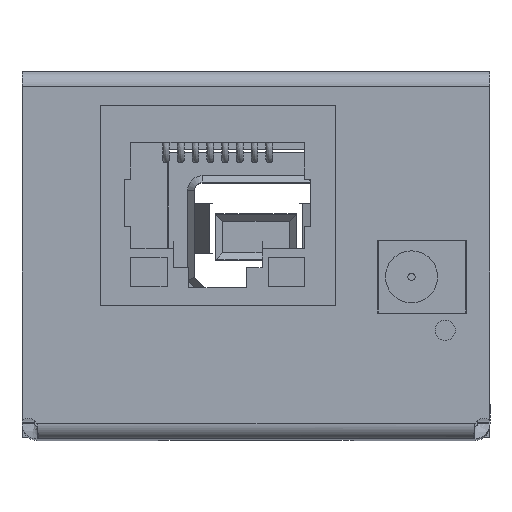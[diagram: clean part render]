
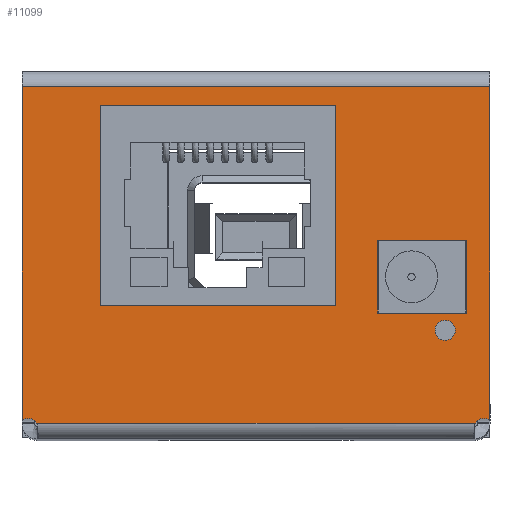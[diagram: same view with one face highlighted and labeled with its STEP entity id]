
A CAD part, top view. The second image highlights one B-rep face of the part: STEP entity #11099.
In plain terms, the highlighted planar face has unit normal (0, 0, 1).
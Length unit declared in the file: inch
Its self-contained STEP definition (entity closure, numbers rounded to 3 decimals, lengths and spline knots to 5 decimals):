
#54 = AXIS2_PLACEMENT_3D ( 'NONE', #8696, #8709, #8689 ) ;
#83 = CIRCLE ( 'NONE', #54, 0.02756 ) ;
#161 = VECTOR ( 'NONE', #11478, 39.37008 ) ;
#164 = VECTOR ( 'NONE', #11495, 39.37008 ) ;
#177 = VECTOR ( 'NONE', #11498, 39.37008 ) ;
#186 = CIRCLE ( 'NONE', #240, 0.02756 ) ;
#201 = VECTOR ( 'NONE', #11591, 39.37008 ) ;
#240 = AXIS2_PLACEMENT_3D ( 'NONE', #11511, #11538, #11491 ) ;
#1801 = FACE_OUTER_BOUND ( 'NONE', #9742, .T. ) ;
#1803 = FACE_BOUND ( 'NONE', #9740, .T. ) ;
#1804 = PLANE ( 'NONE',  #5567 ) ;
#1826 = FACE_BOUND ( 'NONE', #9727, .T. ) ;
#1835 = FACE_BOUND ( 'NONE', #9767, .T. ) ;
#1841 = DIRECTION ( 'NONE',  ( 0., 0., -1. ) ) ;
#1846 = DIRECTION ( 'NONE',  ( 0., 1., 0. ) ) ;
#1859 = CARTESIAN_POINT ( 'NONE',  ( -1.21606, -0.5277, 1.7846 ) ) ;
#1917 = AXIS2_PLACEMENT_3D ( 'NONE', #12123, #12088, #12103 ) ;
#1924 = VECTOR ( 'NONE', #12163, 39.37008 ) ;
#1933 = CIRCLE ( 'NONE', #1917, 0.02953 ) ;
#2005 = VECTOR ( 'NONE', #12304, 39.37008 ) ;
#5567 = AXIS2_PLACEMENT_3D ( 'NONE', #1859, #1841, #1846 ) ;
#7469 = VECTOR ( 'NONE', #11543, 39.37008 ) ;
#7471 = VECTOR ( 'NONE', #11558, 39.37008 ) ;
#7474 = VECTOR ( 'NONE', #11544, 39.37008 ) ;
#7480 = VECTOR ( 'NONE', #11630, 39.37008 ) ;
#7534 = VECTOR ( 'NONE', #11692, 39.37008 ) ;
#7623 = VECTOR ( 'NONE', #11980, 39.37008 ) ;
#7635 = CIRCLE ( 'NONE', #7637, 0.02953 ) ;
#7637 = AXIS2_PLACEMENT_3D ( 'NONE', #12036, #12008, #12039 ) ;
#8089 = CARTESIAN_POINT ( 'NONE',  ( -0.02117, -0.21124, 1.7846 ) ) ;
#8109 = CARTESIAN_POINT ( 'NONE',  ( -1.01921, 0.35372, 1.7846 ) ) ;
#8396 = CARTESIAN_POINT ( 'NONE',  ( 0.04182, -0.50272, 1.7846 ) ) ;
#8401 = CARTESIAN_POINT ( 'NONE',  ( -0.08023, -0.23093, 1.7846 ) ) ;
#8444 = CARTESIAN_POINT ( 'NONE',  ( -0.08023, -0.28605, 1.7846 ) ) ;
#8488 = CARTESIAN_POINT ( 'NONE',  ( -0.37944, -0.19156, 1.7846 ) ) ;
#8489 = CARTESIAN_POINT ( 'NONE',  ( -1.1912, -0.51176, 1.7846 ) ) ;
#8490 = CARTESIAN_POINT ( 'NONE',  ( 0.04182, 0.40424, 1.7846 ) ) ;
#8505 = CARTESIAN_POINT ( 'NONE',  ( -1.2318, -0.50272, 1.7846 ) ) ;
#8518 = CARTESIAN_POINT ( 'NONE',  ( 0.00121, -0.51176, 1.7846 ) ) ;
#8532 = CARTESIAN_POINT ( 'NONE',  ( -0.2633, -0.01439, 1.7846 ) ) ;
#8534 = CARTESIAN_POINT ( 'NONE',  ( -0.2633, -0.21124, 1.7846 ) ) ;
#8541 = CARTESIAN_POINT ( 'NONE',  ( -1.2318, 0.40424, 1.7846 ) ) ;
#8564 = CARTESIAN_POINT ( 'NONE',  ( -1.01921, -0.19156, 1.7846 ) ) ;
#8566 = CARTESIAN_POINT ( 'NONE',  ( -0.02117, -0.01439, 1.7846 ) ) ;
#8567 = CARTESIAN_POINT ( 'NONE',  ( -0.37944, 0.35372, 1.7846 ) ) ;
#8689 = DIRECTION ( 'NONE',  ( 0., -1., 0. ) ) ;
#8696 = CARTESIAN_POINT ( 'NONE',  ( -0.08023, -0.25849, 1.7846 ) ) ;
#8709 = DIRECTION ( 'NONE',  ( 0., 0., 1. ) ) ;
#8997 = VERTEX_POINT ( 'NONE', #8089 ) ;
#9020 = VERTEX_POINT ( 'NONE', #8109 ) ;
#9038 = ORIENTED_EDGE ( 'NONE', *, *, #10559, .F. ) ;
#9039 = ORIENTED_EDGE ( 'NONE', *, *, #10679, .T. ) ;
#9046 = ORIENTED_EDGE ( 'NONE', *, *, #10554, .F. ) ;
#9048 = ORIENTED_EDGE ( 'NONE', *, *, #10549, .F. ) ;
#9049 = ORIENTED_EDGE ( 'NONE', *, *, #10535, .F. ) ;
#9050 = ORIENTED_EDGE ( 'NONE', *, *, #10592, .F. ) ;
#9051 = ORIENTED_EDGE ( 'NONE', *, *, #10556, .F. ) ;
#9052 = ORIENTED_EDGE ( 'NONE', *, *, #10721, .T. ) ;
#9053 = ORIENTED_EDGE ( 'NONE', *, *, #10429, .F. ) ;
#9054 = ORIENTED_EDGE ( 'NONE', *, *, #10766, .T. ) ;
#9059 = ORIENTED_EDGE ( 'NONE', *, *, #10539, .F. ) ;
#9066 = ORIENTED_EDGE ( 'NONE', *, *, #10567, .F. ) ;
#9072 = ORIENTED_EDGE ( 'NONE', *, *, #10542, .F. ) ;
#9075 = ORIENTED_EDGE ( 'NONE', *, *, #10527, .F. ) ;
#9522 = VERTEX_POINT ( 'NONE', #8444 ) ;
#9532 = VERTEX_POINT ( 'NONE', #8401 ) ;
#9565 = VERTEX_POINT ( 'NONE', #8396 ) ;
#9585 = VERTEX_POINT ( 'NONE', #8490 ) ;
#9600 = VERTEX_POINT ( 'NONE', #8518 ) ;
#9617 = VERTEX_POINT ( 'NONE', #8505 ) ;
#9621 = VERTEX_POINT ( 'NONE', #8488 ) ;
#9625 = VERTEX_POINT ( 'NONE', #8489 ) ;
#9649 = VERTEX_POINT ( 'NONE', #8541 ) ;
#9664 = VERTEX_POINT ( 'NONE', #8564 ) ;
#9667 = VERTEX_POINT ( 'NONE', #8566 ) ;
#9673 = VERTEX_POINT ( 'NONE', #8532 ) ;
#9683 = VERTEX_POINT ( 'NONE', #8567 ) ;
#9686 = VERTEX_POINT ( 'NONE', #8534 ) ;
#9727 = EDGE_LOOP ( 'NONE', ( #9066, #9050, #9046, #9075 ) ) ;
#9740 = EDGE_LOOP ( 'NONE', ( #9048, #9059, #9049, #9038 ) ) ;
#9742 = EDGE_LOOP ( 'NONE', ( #9051, #9052, #9039, #10127, #10128, #9054 ) ) ;
#9767 = EDGE_LOOP ( 'NONE', ( #9072, #9053 ) ) ;
#10127 = ORIENTED_EDGE ( 'NONE', *, *, #10678, .T. ) ;
#10128 = ORIENTED_EDGE ( 'NONE', *, *, #10709, .T. ) ;
#10429 = EDGE_CURVE ( 'NONE', #9532, #9522, #83, .T. ) ;
#10527 = EDGE_CURVE ( 'NONE', #8997, #9667, #11467, .T. ) ;
#10535 = EDGE_CURVE ( 'NONE', #9664, #9621, #11514, .T. ) ;
#10539 = EDGE_CURVE ( 'NONE', #9621, #9683, #11508, .T. ) ;
#10542 = EDGE_CURVE ( 'NONE', #9522, #9532, #186, .T. ) ;
#10549 = EDGE_CURVE ( 'NONE', #9683, #9020, #11588, .T. ) ;
#10554 = EDGE_CURVE ( 'NONE', #9667, #9673, #11560, .T. ) ;
#10556 = EDGE_CURVE ( 'NONE', #9649, #9585, #11565, .T. ) ;
#10559 = EDGE_CURVE ( 'NONE', #9020, #9664, #11552, .T. ) ;
#10567 = EDGE_CURVE ( 'NONE', #9686, #8997, #11608, .T. ) ;
#10592 = EDGE_CURVE ( 'NONE', #9673, #9686, #11679, .T. ) ;
#10678 = EDGE_CURVE ( 'NONE', #9625, #9600, #11977, .T. ) ;
#10679 = EDGE_CURVE ( 'NONE', #9617, #9625, #7635, .T. ) ;
#10709 = EDGE_CURVE ( 'NONE', #9600, #9565, #1933, .T. ) ;
#10721 = EDGE_CURVE ( 'NONE', #9649, #9617, #12162, .T. ) ;
#10766 = EDGE_CURVE ( 'NONE', #9565, #9585, #12290, .T. ) ;
#11099 = ADVANCED_FACE ( 'NONE', ( #1835, #1826, #1803, #1801 ), #1804, .F. ) ;
#11467 = LINE ( 'NONE', #11476, #161 ) ;
#11476 = CARTESIAN_POINT ( 'NONE',  ( -0.02117, -0.01439, 1.7846 ) ) ;
#11478 = DIRECTION ( 'NONE',  ( 0., 1., 0. ) ) ;
#11491 = DIRECTION ( 'NONE',  ( 0., -1., 0. ) ) ;
#11494 = CARTESIAN_POINT ( 'NONE',  ( -0.37944, -0.19156, 1.7846 ) ) ;
#11495 = DIRECTION ( 'NONE',  ( 1., 0., 0. ) ) ;
#11498 = DIRECTION ( 'NONE',  ( 0., 1., 0. ) ) ;
#11508 = LINE ( 'NONE', #11494, #177 ) ;
#11511 = CARTESIAN_POINT ( 'NONE',  ( -0.08023, -0.25849, 1.7846 ) ) ;
#11514 = LINE ( 'NONE', #11529, #164 ) ;
#11529 = CARTESIAN_POINT ( 'NONE',  ( -0.37944, -0.19156, 1.7846 ) ) ;
#11538 = DIRECTION ( 'NONE',  ( 0., 0., 1. ) ) ;
#11543 = DIRECTION ( 'NONE',  ( 1., 0., 0. ) ) ;
#11544 = DIRECTION ( 'NONE',  ( -1., 0., 0. ) ) ;
#11545 = CARTESIAN_POINT ( 'NONE',  ( -1.21606, 0.40424, 1.7846 ) ) ;
#11552 = LINE ( 'NONE', #11553, #7471 ) ;
#11553 = CARTESIAN_POINT ( 'NONE',  ( -1.01921, -0.19156, 1.7846 ) ) ;
#11557 = CARTESIAN_POINT ( 'NONE',  ( -0.37944, 0.35372, 1.7846 ) ) ;
#11558 = DIRECTION ( 'NONE',  ( 0., -1., 0. ) ) ;
#11560 = LINE ( 'NONE', #11586, #7474 ) ;
#11565 = LINE ( 'NONE', #11545, #7469 ) ;
#11586 = CARTESIAN_POINT ( 'NONE',  ( -0.2633, -0.01439, 1.7846 ) ) ;
#11588 = LINE ( 'NONE', #11557, #201 ) ;
#11591 = DIRECTION ( 'NONE',  ( -1., 0., 0. ) ) ;
#11608 = LINE ( 'NONE', #11622, #7480 ) ;
#11622 = CARTESIAN_POINT ( 'NONE',  ( -0.2633, -0.21124, 1.7846 ) ) ;
#11630 = DIRECTION ( 'NONE',  ( 1., 0., 0. ) ) ;
#11679 = LINE ( 'NONE', #11717, #7534 ) ;
#11692 = DIRECTION ( 'NONE',  ( 0., -1., 0. ) ) ;
#11717 = CARTESIAN_POINT ( 'NONE',  ( -0.2633, -0.01439, 1.7846 ) ) ;
#11977 = LINE ( 'NONE', #11978, #7623 ) ;
#11978 = CARTESIAN_POINT ( 'NONE',  ( -1.21606, -0.51176, 1.7846 ) ) ;
#11980 = DIRECTION ( 'NONE',  ( 1., 0., 0. ) ) ;
#12008 = DIRECTION ( 'NONE',  ( 0., 0., -1. ) ) ;
#12036 = CARTESIAN_POINT ( 'NONE',  ( -1.21606, -0.5277, 1.7846 ) ) ;
#12039 = DIRECTION ( 'NONE',  ( 0., 1., 0. ) ) ;
#12088 = DIRECTION ( 'NONE',  ( 0., 0., -1. ) ) ;
#12103 = DIRECTION ( 'NONE',  ( 0., -1., 0. ) ) ;
#12123 = CARTESIAN_POINT ( 'NONE',  ( 0.02607, -0.5277, 1.7846 ) ) ;
#12132 = CARTESIAN_POINT ( 'NONE',  ( -1.2318, 0.78978, 1.7846 ) ) ;
#12162 = LINE ( 'NONE', #12132, #1924 ) ;
#12163 = DIRECTION ( 'NONE',  ( 0., -1., 0. ) ) ;
#12290 = LINE ( 'NONE', #12305, #2005 ) ;
#12304 = DIRECTION ( 'NONE',  ( 0., 1., 0. ) ) ;
#12305 = CARTESIAN_POINT ( 'NONE',  ( 0.04182, 0.78978, 1.7846 ) ) ;
